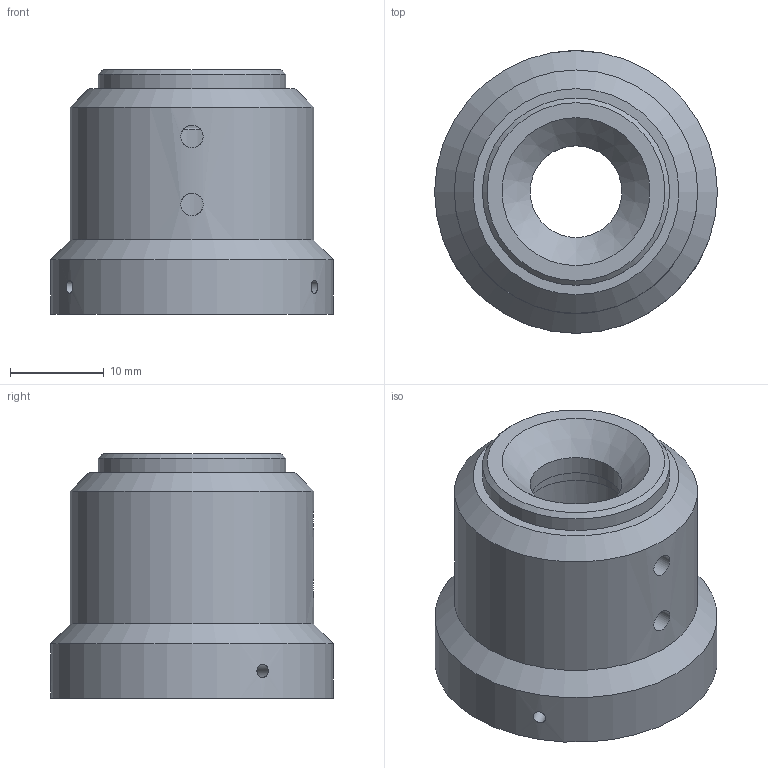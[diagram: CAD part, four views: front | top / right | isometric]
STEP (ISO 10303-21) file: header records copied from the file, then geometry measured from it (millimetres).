
FILE_DESCRIPTION(/* description */ (''),/* implementation_level */ '2;1');
FILE_NAME(/* name */ 'sam7_5_viewFinderBody_deathLensFisheye_forPrint',/* time_stamp */ '2023-12-08T13:32:04-05:00',/* author */ ('George Moua'),/* organization */ ('Archive 663'),/* preprocessor_version */ 'ST-DEVELOPER v16.7',/* originating_system */ 'Solid Edge',/* authorisation */ 'Unknown');
FILE_SCHEMA (('AUTOMOTIVE_DESIGN {1 0 10303 214 3 1 1}'));
Length unit declared in the file: millimetre
Products named in the file (2): sam7_5_viewFinder; sam7_5_MFT-LM_viewFinderBody_deathLensFisheye_forPrint
Assembly tree (1 placements, depth 2):
  sam7_5_viewFinder
    sam7_5_MFT-LM_viewFinderBody_deathLensFisheye_forPrint
Bounding box: 30.2 x 30.2 x 26.1 mm (x, y, z)
Volume: 10145.5 mm3; surface area: 4477.3 mm2
Topology: 1 solids, 1 shells, 28 faces, 66 edges, 44 vertices
Faces by surface type: cylinder 14, plane 10, cone 4
Full cylindrical faces by diameter (mm): 1.4 x3, 2.4 x2, 9.8 x1, 11 x1, 13.8 x1, 15 x1, 20 x2, 26 x1, 30.2 x1
Entity records: 693 total; most frequent: CARTESIAN_POINT 160, DIRECTION 106, ORIENTED_EDGE 62, EDGE_LOOP 58, FACE_BOUND 58, AXIS2_PLACEMENT_3D 53, EDGE_CURVE 31, VERTEX_POINT 29
